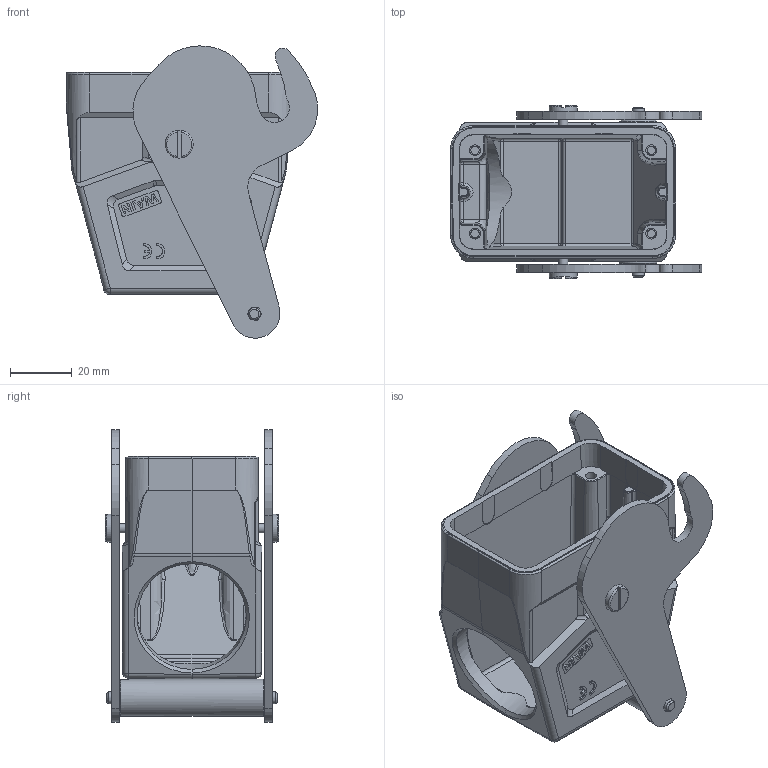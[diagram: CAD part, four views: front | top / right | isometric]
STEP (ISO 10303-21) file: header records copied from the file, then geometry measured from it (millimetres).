
FILE_DESCRIPTION(/* description */ (''),/* implementation_level */ '2;1');
FILE_NAME(/* name */ '29.stp',/* time_stamp */ '2024-03-20T15:48:53+08:00',/* author */ (''),/* organization */ (''),/* preprocessor_version */ 'ST-DEVELOPER v18.1',/* originating_system */ 'SIEMENS PLM Software NX 1980',/* authorisation */ '');
FILE_SCHEMA (('AP203_CONFIGURATION_CONTROLLED_3D_DESIGN_OF_MECHANICAL_PARTS_AND_ASSEMBLIES_MIM_LF { 1 0 10303 403 2 1 2}'));
Length unit declared in the file: millimetre
Products named in the file (1): 3D_1111105505002_W10B-SEH-1L_C-M25_V1.1_stp
Bounding box: 81.31 x 56 x 94.52 mm (x, y, z)
Volume: 80966.2 mm3; surface area: 46355.8 mm2
Topology: 1 solids, 1 shells, 533 faces, 1357 edges, 845 vertices
Faces by surface type: plane 274, cylinder 165, bspline 35, sphere 20, cone 20, torus 19
Full cylindrical faces by diameter (mm): 2.7 x4, 3 x2, 3.5 x4, 3.95 x2, 5.6 x2, 9 x2, 12 x1, 35.3 x1
Entity records: 17269 total; most frequent: CARTESIAN_POINT 4520, DIRECTION 2623, ORIENTED_EDGE 2610, EDGE_CURVE 1305, AXIS2_PLACEMENT_3D 912, VERTEX_POINT 829, LINE 799, VECTOR 799
